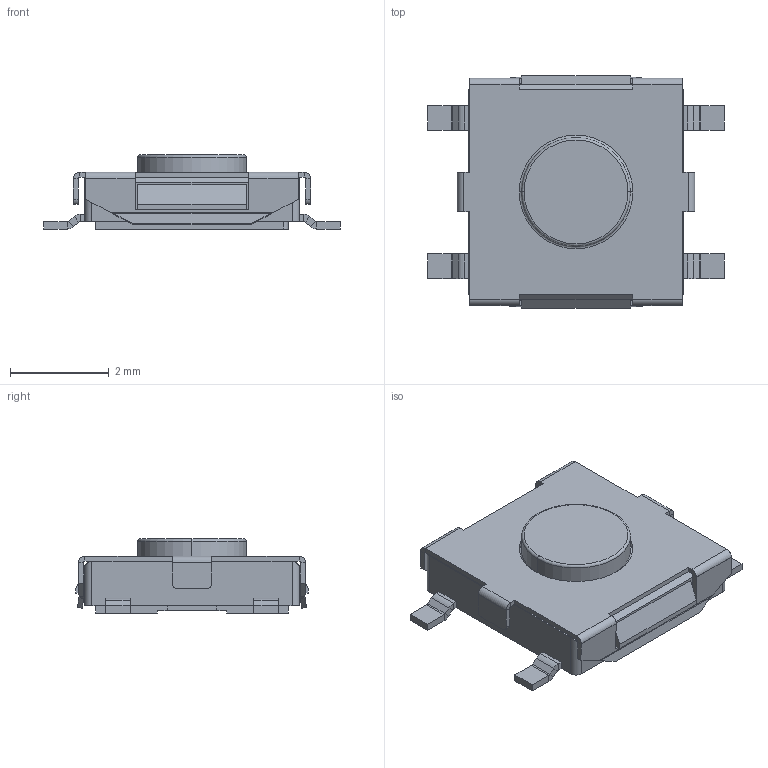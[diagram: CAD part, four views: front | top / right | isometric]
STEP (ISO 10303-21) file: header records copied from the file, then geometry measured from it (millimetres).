
FILE_DESCRIPTION (( 'STEP AP214' ), '1' );
FILE_NAME ('4.5X 4.5X1.5H.STEP', '2024-01-26T07:09:26', ( 'China' ), ( 'Home' ), 'SwSTEP 2.0', 'SolidWorks 2023', '' );
FILE_SCHEMA (( 'AUTOMOTIVE_DESIGN' ));
Length unit declared in the file: millimetre
Products named in the file (1): 4.5X 4.5X1.5H
Bounding box: 6 x 4.7 x 1.5 mm (x, y, z)
Volume: 19.9 mm3; surface area: 142.9 mm2
Topology: 2 solids, 5 shells, 333 faces, 782 edges, 468 vertices
Faces by surface type: plane 209, cylinder 87, torus 21, cone 8, bspline 4, sphere 4
Entity records: 9446 total; most frequent: CARTESIAN_POINT 1760, DIRECTION 1619, ORIENTED_EDGE 1564, EDGE_CURVE 782, AXIS2_PLACEMENT_3D 540, VECTOR 539, LINE 539, VERTEX_POINT 468
